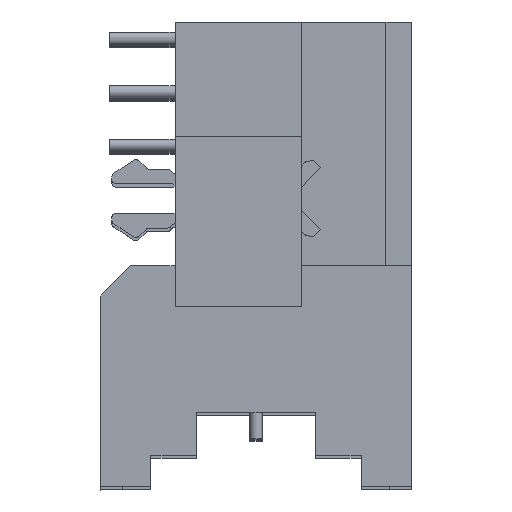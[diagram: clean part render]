
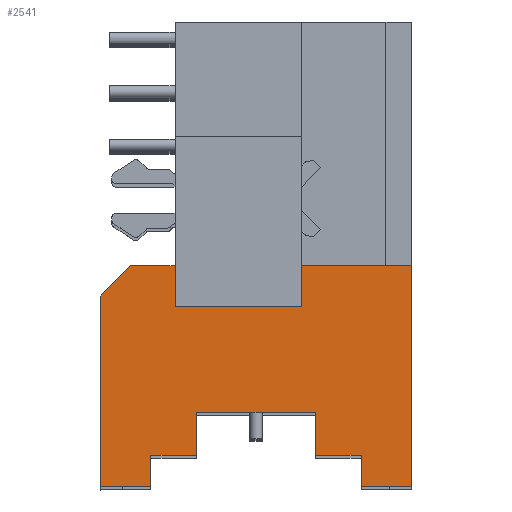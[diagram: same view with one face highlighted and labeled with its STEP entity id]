
A CAD part, top view. The second image highlights one B-rep face of the part: STEP entity #2541.
In plain terms, the highlighted planar face has unit normal (0, 0, 1).
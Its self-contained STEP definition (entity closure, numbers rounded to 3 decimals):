
#2541=ADVANCED_FACE('',(#2995),#2769,.T.);
#2769=PLANE('',#7282);
#2995=FACE_OUTER_BOUND('',#3529,.T.);
#3529=EDGE_LOOP('',(#5197,#5198,#5199,#5200,#5201,#5202,#5203,#5204,#5205,
#5206,#5207,#5208,#5209,#5210,#5211,#5212,#5213));
#3733=LINE('',#9874,#4069);
#3746=LINE('',#9900,#4082);
#3749=LINE('',#9906,#4085);
#3752=LINE('',#9913,#4088);
#3763=LINE('',#9933,#4099);
#3766=LINE('',#9939,#4102);
#3769=LINE('',#9945,#4105);
#3772=LINE('',#9951,#4108);
#3775=LINE('',#9957,#4111);
#3778=LINE('',#9963,#4114);
#3781=LINE('',#9969,#4117);
#3784=LINE('',#9975,#4120);
#3792=LINE('',#9991,#4128);
#3807=LINE('',#10022,#4143);
#3833=LINE('',#10072,#4169);
#3834=LINE('',#10074,#4170);
#3835=LINE('',#10076,#4171);
#4069=VECTOR('',#8500,1.);
#4082=VECTOR('',#8515,1.);
#4085=VECTOR('',#8520,1.);
#4088=VECTOR('',#8525,1.);
#4099=VECTOR('',#8544,1.);
#4102=VECTOR('',#8549,1.);
#4105=VECTOR('',#8554,1.);
#4108=VECTOR('',#8559,1.);
#4111=VECTOR('',#8564,1.);
#4114=VECTOR('',#8569,1.);
#4117=VECTOR('',#8574,1.);
#4120=VECTOR('',#8579,1.);
#4128=VECTOR('',#8595,1.);
#4143=VECTOR('',#8618,1.);
#4169=VECTOR('',#8670,1.);
#4170=VECTOR('',#8673,1.);
#4171=VECTOR('',#8674,1.);
#5197=ORIENTED_EDGE('',*,*,#6388,.T.);
#5198=ORIENTED_EDGE('',*,*,#6387,.T.);
#5199=ORIENTED_EDGE('',*,*,#6287,.F.);
#5200=ORIENTED_EDGE('',*,*,#6300,.F.);
#5201=ORIENTED_EDGE('',*,*,#6303,.F.);
#5202=ORIENTED_EDGE('',*,*,#6306,.F.);
#5203=ORIENTED_EDGE('',*,*,#6317,.F.);
#5204=ORIENTED_EDGE('',*,*,#6320,.F.);
#5205=ORIENTED_EDGE('',*,*,#6323,.F.);
#5206=ORIENTED_EDGE('',*,*,#6326,.F.);
#5207=ORIENTED_EDGE('',*,*,#6329,.F.);
#5208=ORIENTED_EDGE('',*,*,#6332,.F.);
#5209=ORIENTED_EDGE('',*,*,#6335,.F.);
#5210=ORIENTED_EDGE('',*,*,#6338,.F.);
#5211=ORIENTED_EDGE('',*,*,#6346,.F.);
#5212=ORIENTED_EDGE('',*,*,#6361,.F.);
#5213=ORIENTED_EDGE('',*,*,#6389,.F.);
#5765=VERTEX_POINT('',#9873);
#5766=VERTEX_POINT('',#9875);
#5777=VERTEX_POINT('',#9899);
#5779=VERTEX_POINT('',#9905);
#5782=VERTEX_POINT('',#9912);
#5787=VERTEX_POINT('',#9932);
#5789=VERTEX_POINT('',#9938);
#5791=VERTEX_POINT('',#9944);
#5793=VERTEX_POINT('',#9950);
#5795=VERTEX_POINT('',#9956);
#5797=VERTEX_POINT('',#9962);
#5799=VERTEX_POINT('',#9968);
#5801=VERTEX_POINT('',#9974);
#5805=VERTEX_POINT('',#9990);
#5817=VERTEX_POINT('',#10021);
#5828=VERTEX_POINT('',#10071);
#5829=VERTEX_POINT('',#10075);
#6287=EDGE_CURVE('',#5765,#5766,#3733,.T.);
#6300=EDGE_CURVE('',#5777,#5765,#3746,.T.);
#6303=EDGE_CURVE('',#5779,#5777,#3749,.T.);
#6306=EDGE_CURVE('',#5782,#5779,#3752,.T.);
#6317=EDGE_CURVE('',#5787,#5782,#3763,.T.);
#6320=EDGE_CURVE('',#5789,#5787,#3766,.T.);
#6323=EDGE_CURVE('',#5791,#5789,#3769,.T.);
#6326=EDGE_CURVE('',#5793,#5791,#3772,.T.);
#6329=EDGE_CURVE('',#5795,#5793,#3775,.T.);
#6332=EDGE_CURVE('',#5797,#5795,#3778,.T.);
#6335=EDGE_CURVE('',#5799,#5797,#3781,.T.);
#6338=EDGE_CURVE('',#5801,#5799,#3784,.T.);
#6346=EDGE_CURVE('',#5805,#5801,#3792,.T.);
#6361=EDGE_CURVE('',#5817,#5805,#3807,.T.);
#6387=EDGE_CURVE('',#5828,#5766,#3833,.T.);
#6388=EDGE_CURVE('',#5829,#5828,#3834,.T.);
#6389=EDGE_CURVE('',#5829,#5817,#3835,.T.);
#7282=AXIS2_PLACEMENT_3D('',#10077,#8675,#8676);
#8500=DIRECTION('',(0.,-1.,0.));
#8515=DIRECTION('',(1.,0.,0.));
#8520=DIRECTION('',(0.707,0.707,0.));
#8525=DIRECTION('',(0.,1.,0.));
#8544=DIRECTION('',(-1.,0.,0.));
#8549=DIRECTION('',(0.,-1.,0.));
#8554=DIRECTION('',(-1.,0.,0.));
#8559=DIRECTION('',(0.,-1.,0.));
#8564=DIRECTION('',(-1.,0.,0.));
#8569=DIRECTION('',(0.,1.,0.));
#8574=DIRECTION('',(-1.,0.,0.));
#8579=DIRECTION('',(0.,1.,0.));
#8595=DIRECTION('',(-1.,0.,0.));
#8618=DIRECTION('',(0.,-1.,0.));
#8670=DIRECTION('',(-1.,0.,0.));
#8673=DIRECTION('',(0.,-1.,0.));
#8674=DIRECTION('',(1.,0.,0.));
#8675=DIRECTION('',(0.,0.,1.));
#8676=DIRECTION('',(1.,0.,0.));
#9873=CARTESIAN_POINT('',(-11.25,-11.58,87.5));
#9874=CARTESIAN_POINT('',(-11.25,-11.58,87.5));
#9875=CARTESIAN_POINT('',(-11.25,-13.55,87.5));
#9899=CARTESIAN_POINT('',(-13.35,-11.58,87.5));
#9900=CARTESIAN_POINT('',(-13.35,-11.58,87.5));
#9905=CARTESIAN_POINT('',(-14.8,-13.03,87.5));
#9906=CARTESIAN_POINT('',(-14.8,-13.03,87.5));
#9912=CARTESIAN_POINT('',(-14.8,-22.1,87.5));
#9913=CARTESIAN_POINT('',(-14.8,-22.1,87.5));
#9932=CARTESIAN_POINT('',(-12.4,-22.1,87.5));
#9933=CARTESIAN_POINT('',(-12.4,-22.1,87.5));
#9938=CARTESIAN_POINT('',(-12.4,-20.6,87.5));
#9939=CARTESIAN_POINT('',(-12.4,-20.6,87.5));
#9944=CARTESIAN_POINT('',(-10.225,-20.6,87.5));
#9945=CARTESIAN_POINT('',(-10.225,-20.6,87.5));
#9950=CARTESIAN_POINT('',(-10.225,-18.55,87.5));
#9951=CARTESIAN_POINT('',(-10.225,-18.55,87.5));
#9956=CARTESIAN_POINT('',(-4.575,-18.55,87.5));
#9957=CARTESIAN_POINT('',(-4.575,-18.55,87.5));
#9962=CARTESIAN_POINT('',(-4.575,-20.6,87.5));
#9963=CARTESIAN_POINT('',(-4.575,-20.6,87.5));
#9968=CARTESIAN_POINT('',(-2.4,-20.6,87.5));
#9969=CARTESIAN_POINT('',(-2.4,-20.6,87.5));
#9974=CARTESIAN_POINT('',(-2.4,-22.1,87.5));
#9975=CARTESIAN_POINT('',(-2.4,-22.1,87.5));
#9990=CARTESIAN_POINT('',(0.,-22.1,87.5));
#9991=CARTESIAN_POINT('',(0.,-22.1,87.5));
#10021=CARTESIAN_POINT('',(0.,-11.58,87.5));
#10022=CARTESIAN_POINT('',(0.,-11.58,87.5));
#10071=CARTESIAN_POINT('',(-5.25,-13.55,87.5));
#10072=CARTESIAN_POINT('',(-5.25,-13.55,87.5));
#10074=CARTESIAN_POINT('',(-5.25,-11.58,87.5));
#10075=CARTESIAN_POINT('',(-5.25,-11.58,87.5));
#10076=CARTESIAN_POINT('',(-5.25,-11.58,87.5));
#10077=CARTESIAN_POINT('',(-15.54,-23.205,87.5));
